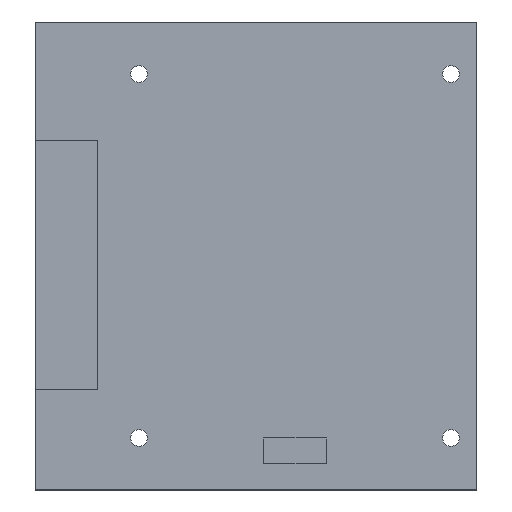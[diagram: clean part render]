
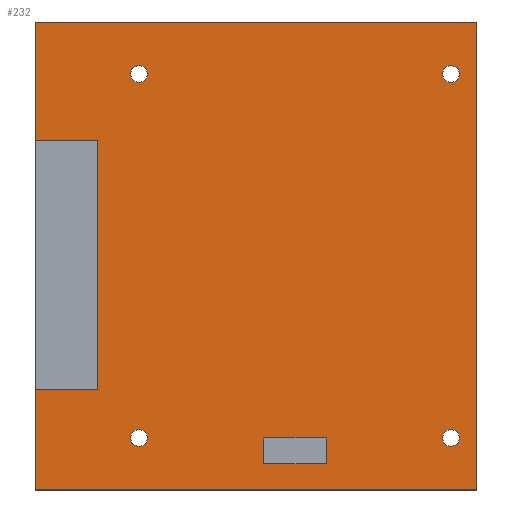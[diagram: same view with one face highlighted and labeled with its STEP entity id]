
A CAD part, top view. The second image highlights one B-rep face of the part: STEP entity #232.
In plain terms, the highlighted planar face has unit normal (0, 0, 1).
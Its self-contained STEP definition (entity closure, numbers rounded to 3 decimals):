
#42 = VERTEX_POINT('',#43);
#43 = CARTESIAN_POINT('',(0.,0.,1.6));
#49 = EDGE_CURVE('',#42,#50,#52,.T.);
#50 = VERTEX_POINT('',#51);
#51 = CARTESIAN_POINT('',(85.,0.,1.6));
#52 = LINE('',#53,#54);
#53 = CARTESIAN_POINT('',(0.,0.,1.6));
#54 = VECTOR('',#55,1.);
#55 = DIRECTION('',(1.,0.,0.));
#82 = VERTEX_POINT('',#83);
#83 = CARTESIAN_POINT('',(0.,90.,1.6));
#89 = EDGE_CURVE('',#82,#42,#90,.T.);
#90 = LINE('',#91,#92);
#91 = CARTESIAN_POINT('',(0.,90.,1.6));
#92 = VECTOR('',#93,1.);
#93 = DIRECTION('',(0.,-1.,0.));
#111 = EDGE_CURVE('',#50,#112,#114,.T.);
#112 = VERTEX_POINT('',#113);
#113 = CARTESIAN_POINT('',(85.,90.,1.6));
#114 = LINE('',#115,#116);
#115 = CARTESIAN_POINT('',(85.,0.,1.6));
#116 = VECTOR('',#117,1.);
#117 = DIRECTION('',(0.,1.,0.));
#232 = ADVANCED_FACE('',(#233,#244,#255,#289,#323,#334,#345),#356,.T.);
#233 = FACE_BOUND('',#234,.T.);
#234 = EDGE_LOOP('',(#235,#236,#237,#243));
#235 = ORIENTED_EDGE('',*,*,#49,.T.);
#236 = ORIENTED_EDGE('',*,*,#111,.T.);
#237 = ORIENTED_EDGE('',*,*,#238,.T.);
#238 = EDGE_CURVE('',#112,#82,#239,.T.);
#239 = LINE('',#240,#241);
#240 = CARTESIAN_POINT('',(85.,90.,1.6));
#241 = VECTOR('',#242,1.);
#242 = DIRECTION('',(-1.,0.,0.));
#243 = ORIENTED_EDGE('',*,*,#89,.T.);
#244 = FACE_BOUND('',#245,.T.);
#245 = EDGE_LOOP('',(#246));
#246 = ORIENTED_EDGE('',*,*,#247,.F.);
#247 = EDGE_CURVE('',#248,#248,#250,.T.);
#248 = VERTEX_POINT('',#249);
#249 = CARTESIAN_POINT('',(21.6,10.,1.6));
#250 = CIRCLE('',#251,1.6);
#251 = AXIS2_PLACEMENT_3D('',#252,#253,#254);
#252 = CARTESIAN_POINT('',(20.,10.,1.6));
#253 = DIRECTION('',(0.,0.,1.));
#254 = DIRECTION('',(1.,0.,0.));
#255 = FACE_BOUND('',#256,.T.);
#256 = EDGE_LOOP('',(#257,#267,#275,#283));
#257 = ORIENTED_EDGE('',*,*,#258,.T.);
#258 = EDGE_CURVE('',#259,#261,#263,.T.);
#259 = VERTEX_POINT('',#260);
#260 = CARTESIAN_POINT('',(12.02,67.231,1.6));
#261 = VERTEX_POINT('',#262);
#262 = CARTESIAN_POINT('',(12.02,19.231,1.6));
#263 = LINE('',#264,#265);
#264 = CARTESIAN_POINT('',(12.02,67.231,1.6));
#265 = VECTOR('',#266,1.);
#266 = DIRECTION('',(0.,-1.,0.));
#267 = ORIENTED_EDGE('',*,*,#268,.T.);
#268 = EDGE_CURVE('',#261,#269,#271,.T.);
#269 = VERTEX_POINT('',#270);
#270 = CARTESIAN_POINT('',(0.02,19.231,1.6));
#271 = LINE('',#272,#273);
#272 = CARTESIAN_POINT('',(12.02,19.231,1.6));
#273 = VECTOR('',#274,1.);
#274 = DIRECTION('',(-1.,0.,0.));
#275 = ORIENTED_EDGE('',*,*,#276,.T.);
#276 = EDGE_CURVE('',#269,#277,#279,.T.);
#277 = VERTEX_POINT('',#278);
#278 = CARTESIAN_POINT('',(0.02,67.231,1.6));
#279 = LINE('',#280,#281);
#280 = CARTESIAN_POINT('',(0.02,19.231,1.6));
#281 = VECTOR('',#282,1.);
#282 = DIRECTION('',(0.,1.,0.));
#283 = ORIENTED_EDGE('',*,*,#284,.T.);
#284 = EDGE_CURVE('',#277,#259,#285,.T.);
#285 = LINE('',#286,#287);
#286 = CARTESIAN_POINT('',(0.02,67.231,1.6));
#287 = VECTOR('',#288,1.);
#288 = DIRECTION('',(1.,0.,0.));
#289 = FACE_BOUND('',#290,.T.);
#290 = EDGE_LOOP('',(#291,#301,#309,#317));
#291 = ORIENTED_EDGE('',*,*,#292,.T.);
#292 = EDGE_CURVE('',#293,#295,#297,.T.);
#293 = VERTEX_POINT('',#294);
#294 = CARTESIAN_POINT('',(44.,5.,1.6));
#295 = VERTEX_POINT('',#296);
#296 = CARTESIAN_POINT('',(44.,10.,1.6));
#297 = LINE('',#298,#299);
#298 = CARTESIAN_POINT('',(44.,5.,1.6));
#299 = VECTOR('',#300,1.);
#300 = DIRECTION('',(0.,1.,0.));
#301 = ORIENTED_EDGE('',*,*,#302,.T.);
#302 = EDGE_CURVE('',#295,#303,#305,.T.);
#303 = VERTEX_POINT('',#304);
#304 = CARTESIAN_POINT('',(56.,10.,1.6));
#305 = LINE('',#306,#307);
#306 = CARTESIAN_POINT('',(44.,10.,1.6));
#307 = VECTOR('',#308,1.);
#308 = DIRECTION('',(1.,0.,0.));
#309 = ORIENTED_EDGE('',*,*,#310,.T.);
#310 = EDGE_CURVE('',#303,#311,#313,.T.);
#311 = VERTEX_POINT('',#312);
#312 = CARTESIAN_POINT('',(56.,5.,1.6));
#313 = LINE('',#314,#315);
#314 = CARTESIAN_POINT('',(56.,10.,1.6));
#315 = VECTOR('',#316,1.);
#316 = DIRECTION('',(0.,-1.,0.));
#317 = ORIENTED_EDGE('',*,*,#318,.T.);
#318 = EDGE_CURVE('',#311,#293,#319,.T.);
#319 = LINE('',#320,#321);
#320 = CARTESIAN_POINT('',(56.,5.,1.6));
#321 = VECTOR('',#322,1.);
#322 = DIRECTION('',(-1.,0.,0.));
#323 = FACE_BOUND('',#324,.T.);
#324 = EDGE_LOOP('',(#325));
#325 = ORIENTED_EDGE('',*,*,#326,.F.);
#326 = EDGE_CURVE('',#327,#327,#329,.T.);
#327 = VERTEX_POINT('',#328);
#328 = CARTESIAN_POINT('',(81.6,10.,1.6));
#329 = CIRCLE('',#330,1.6);
#330 = AXIS2_PLACEMENT_3D('',#331,#332,#333);
#331 = CARTESIAN_POINT('',(80.,10.,1.6));
#332 = DIRECTION('',(0.,0.,1.));
#333 = DIRECTION('',(1.,0.,0.));
#334 = FACE_BOUND('',#335,.T.);
#335 = EDGE_LOOP('',(#336));
#336 = ORIENTED_EDGE('',*,*,#337,.F.);
#337 = EDGE_CURVE('',#338,#338,#340,.T.);
#338 = VERTEX_POINT('',#339);
#339 = CARTESIAN_POINT('',(21.6,80.,1.6));
#340 = CIRCLE('',#341,1.6);
#341 = AXIS2_PLACEMENT_3D('',#342,#343,#344);
#342 = CARTESIAN_POINT('',(20.,80.,1.6));
#343 = DIRECTION('',(0.,0.,1.));
#344 = DIRECTION('',(1.,0.,0.));
#345 = FACE_BOUND('',#346,.T.);
#346 = EDGE_LOOP('',(#347));
#347 = ORIENTED_EDGE('',*,*,#348,.F.);
#348 = EDGE_CURVE('',#349,#349,#351,.T.);
#349 = VERTEX_POINT('',#350);
#350 = CARTESIAN_POINT('',(81.6,80.,1.6));
#351 = CIRCLE('',#352,1.6);
#352 = AXIS2_PLACEMENT_3D('',#353,#354,#355);
#353 = CARTESIAN_POINT('',(80.,80.,1.6));
#354 = DIRECTION('',(0.,0.,1.));
#355 = DIRECTION('',(1.,0.,0.));
#356 = PLANE('',#357);
#357 = AXIS2_PLACEMENT_3D('',#358,#359,#360);
#358 = CARTESIAN_POINT('',(42.5,45.,1.6));
#359 = DIRECTION('',(0.,0.,1.));
#360 = DIRECTION('',(1.,0.,0.));
